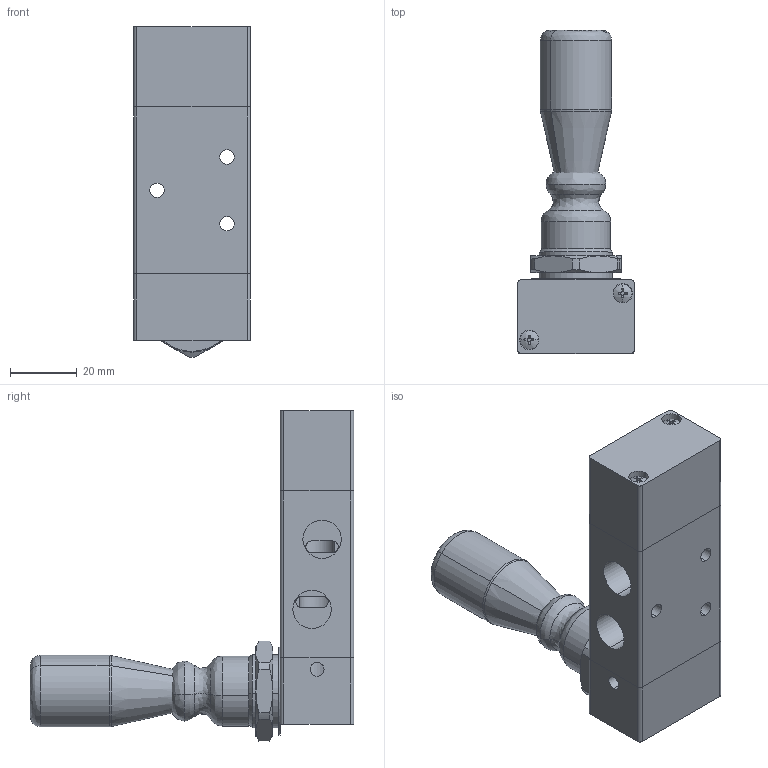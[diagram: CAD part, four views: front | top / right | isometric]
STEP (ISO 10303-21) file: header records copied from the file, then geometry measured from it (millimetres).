
FILE_DESCRIPTION (( 'STEP AP203' ), '1' );
FILE_NAME ('4H230(CEP)-08-S.step', '2017-03-07T19:21:58', ( '' ), ( '' ), 'SwSTEP 2.0', 'SolidWorks 2016', '' );
FILE_SCHEMA (( 'CONFIG_CONTROL_DESIGN' ));
Length unit declared in the file: millimetre
Products named in the file (1): 4H230(CEP)-08-S
Bounding box: 35 x 97 x 99 mm (x, y, z)
Volume: 75237.7 mm3; surface area: 34217.8 mm2
Topology: 11 solids, 11 shells, 331 faces, 811 edges, 515 vertices
Faces by surface type: cylinder 148, plane 125, cone 30, bspline 28
Entity records: 10793 total; most frequent: CARTESIAN_POINT 2979, DIRECTION 1638, ORIENTED_EDGE 1606, EDGE_CURVE 803, AXIS2_PLACEMENT_3D 670, VERTEX_POINT 515, EDGE_LOOP 390, CIRCLE 366
